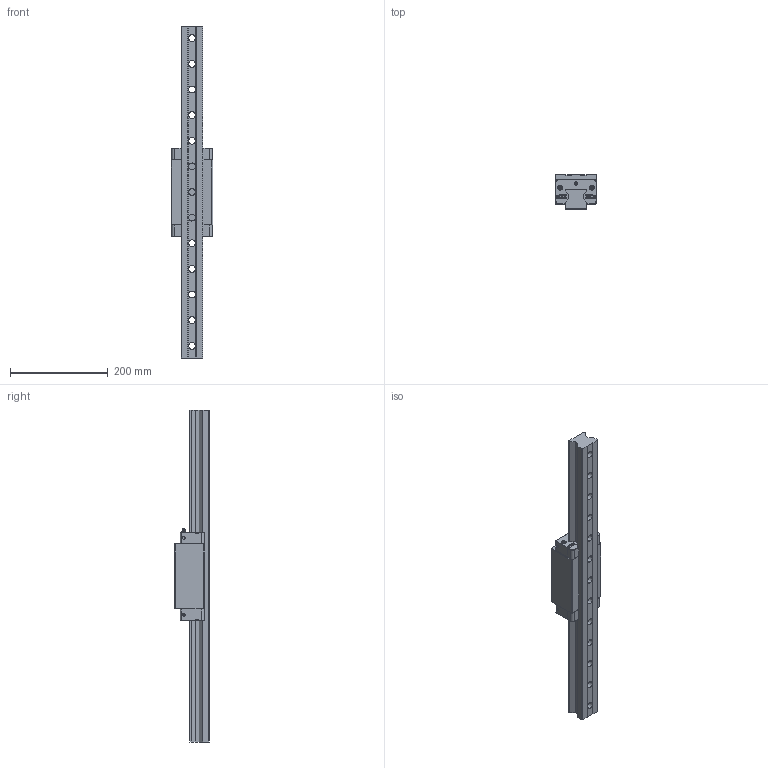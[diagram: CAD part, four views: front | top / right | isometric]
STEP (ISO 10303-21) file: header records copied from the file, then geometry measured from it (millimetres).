
FILE_DESCRIPTION (( 'STEP AP214' ), '1' );
FILE_NAME ('SBR 45 SLL_Assembly.STEP', '2020-07-17T02:30:53', ( 'Windows 餌辨濠' ), ( '' ), 'SwSTEP 2.0', 'SolidWorks 2013', '' );
FILE_SCHEMA (( 'AUTOMOTIVE_DESIGN' ));
Length unit declared in the file: millimetre
Products named in the file (8): SBR 45_RAIL; SBR 45 SLL_Assembly; SRBOLT-M3x25L_SS400^SBR 45 SLL_Assembly; HSBOLT-M5x25L_SS400^SBR 45 SLL_Assembly; STSSCW-M6x1P-6L-endtype_F_SM20C^SBR 45 SLL_Assembly; SBR 45 E3N; SBR 45_END PLATE ; SBR 45 SLL_BLOCK
Assembly tree (14 placements, depth 2):
  SBR 45 SLL_Assembly
    SBR 45_RAIL
    SBR 45 SLL_BLOCK
    SBR 45_END PLATE   x2
    SBR 45 E3N
    STSSCW-M6x1P-6L-endtype_F_SM20C^SBR 45 SLL_Assembly
    HSBOLT-M5x25L_SS400^SBR 45 SLL_Assembly  x4
    SRBOLT-M3x25L_SS400^SBR 45 SLL_Assembly  x4
Bounding box: 86 x 70 x 680 mm (x, y, z)
Volume: 1591304.2 mm3; surface area: 245069.6 mm2
Topology: 15 solids, 15 shells, 1362 faces, 3437 edges, 2196 vertices
Faces by surface type: plane 790, bspline 266, cylinder 186, cone 86, torus 22, sphere 12
Entity records: 32031 total; most frequent: CARTESIAN_POINT 11735, ORIENTED_EDGE 3772, DIRECTION 3243, EDGE_CURVE 1886, LINE 1285, VECTOR 1285, VERTEX_POINT 1221, AXIS2_PLACEMENT_3D 979
